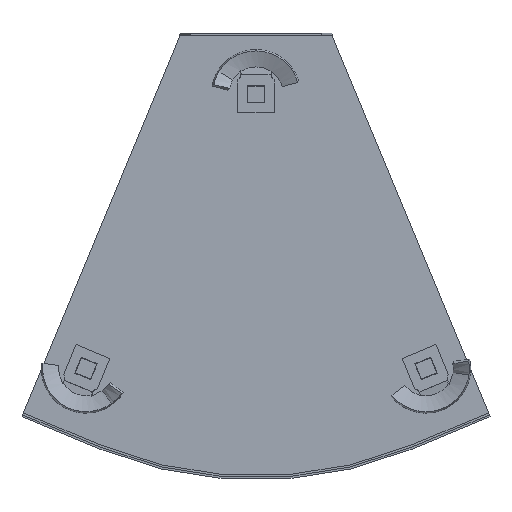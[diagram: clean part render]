
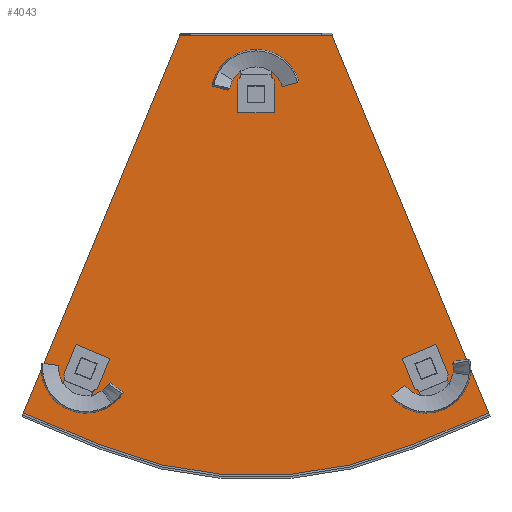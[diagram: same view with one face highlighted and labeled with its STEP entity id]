
A CAD part, front view. The second image highlights one B-rep face of the part: STEP entity #4043.
In plain terms, the highlighted planar face has unit normal (0, -1, 0).
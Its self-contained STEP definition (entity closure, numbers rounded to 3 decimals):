
#21 = VECTOR ( 'NONE', #4508, 1000. ) ;
#32 = AXIS2_PLACEMENT_3D ( 'NONE', #5478, #4628, #2292 ) ;
#159 = DIRECTION ( 'NONE',  ( 0., 1., 0. ) ) ;
#160 = VERTEX_POINT ( 'NONE', #269 ) ;
#211 = VERTEX_POINT ( 'NONE', #4130 ) ;
#269 = CARTESIAN_POINT ( 'NONE',  ( 83.61, -1., -167.909 ) ) ;
#277 = EDGE_LOOP ( 'NONE', ( #2046, #5467, #5256, #645, #5018, #585, #703, #4249 ) ) ;
#341 = PLANE ( 'NONE',  #3043 ) ;
#354 = VERTEX_POINT ( 'NONE', #1411 ) ;
#549 = VECTOR ( 'NONE', #2821, 1000. ) ;
#555 = DIRECTION ( 'NONE',  ( 0., 0., 1. ) ) ;
#585 = ORIENTED_EDGE ( 'NONE', *, *, #2228, .F. ) ;
#591 = EDGE_LOOP ( 'NONE', ( #4383, #2265 ) ) ;
#604 = CIRCLE ( 'NONE', #2809, 8.25 ) ;
#610 = AXIS2_PLACEMENT_3D ( 'NONE', #3148, #1776, #4112 ) ;
#617 = LINE ( 'NONE', #899, #2090 ) ;
#645 = ORIENTED_EDGE ( 'NONE', *, *, #5451, .F. ) ;
#688 = CARTESIAN_POINT ( 'NONE',  ( 37.278, -1., -12.27 ) ) ;
#703 = ORIENTED_EDGE ( 'NONE', *, *, #3219, .F. ) ;
#852 = CARTESIAN_POINT ( 'NONE',  ( 114.338, -1., -198.063 ) ) ;
#870 = VERTEX_POINT ( 'NONE', #2392 ) ;
#895 = CIRCLE ( 'NONE', #32, 8.25 ) ;
#899 = CARTESIAN_POINT ( 'NONE',  ( 0., -1., -12.27 ) ) ;
#984 = CARTESIAN_POINT ( 'NONE',  ( 83.61, -1., -184.409 ) ) ;
#985 = EDGE_CURVE ( 'NONE', #211, #1902, #4492, .T. ) ;
#1025 = CARTESIAN_POINT ( 'NONE',  ( 83.61, -1., -176.159 ) ) ;
#1098 = AXIS2_PLACEMENT_3D ( 'NONE', #4468, #2109, #1176 ) ;
#1128 = FACE_OUTER_BOUND ( 'NONE', #277, .T. ) ;
#1159 = CARTESIAN_POINT ( 'NONE',  ( 37.332, -1., -12.449 ) ) ;
#1176 = DIRECTION ( 'NONE',  ( 0., 0., 1. ) ) ;
#1181 = CARTESIAN_POINT ( 'NONE',  ( 37.56, -1., -12.952 ) ) ;
#1223 = CARTESIAN_POINT ( 'NONE',  ( 37.655, -1., -13.112 ) ) ;
#1249 = EDGE_CURVE ( 'NONE', #4944, #6043, #5067, .T. ) ;
#1255 = DIRECTION ( 'NONE',  ( 0.383, 0., -0.924 ) ) ;
#1276 = DIRECTION ( 'NONE',  ( 0., 0., 1. ) ) ;
#1329 = EDGE_CURVE ( 'NONE', #5172, #3856, #5944, .T. ) ;
#1411 = CARTESIAN_POINT ( 'NONE',  ( -37.278, -1., -12.27 ) ) ;
#1517 = EDGE_CURVE ( 'NONE', #354, #6043, #617, .T. ) ;
#1666 = CARTESIAN_POINT ( 'NONE',  ( -114.338, -1., -198.063 ) ) ;
#1716 = CARTESIAN_POINT ( 'NONE',  ( -114.338, -1., -198.063 ) ) ;
#1759 = VERTEX_POINT ( 'NONE', #984 ) ;
#1776 = DIRECTION ( 'NONE',  ( 0., 1., 0. ) ) ;
#1796 = VECTOR ( 'NONE', #4605, 1000. ) ;
#1900 = EDGE_CURVE ( 'NONE', #3856, #5172, #6014, .T. ) ;
#1902 = VERTEX_POINT ( 'NONE', #1716 ) ;
#1992 = DIRECTION ( 'NONE',  ( 0., 0., 1. ) ) ;
#2024 = CARTESIAN_POINT ( 'NONE',  ( 0., -1., -41.3 ) ) ;
#2046 = ORIENTED_EDGE ( 'NONE', *, *, #1249, .T. ) ;
#2071 = AXIS2_PLACEMENT_3D ( 'NONE', #5020, #5000, #4055 ) ;
#2090 = VECTOR ( 'NONE', #4053, 1000. ) ;
#2109 = DIRECTION ( 'NONE',  ( 0., 1., 0. ) ) ;
#2228 = EDGE_CURVE ( 'NONE', #4075, #211, #2531, .T. ) ;
#2265 = ORIENTED_EDGE ( 'NONE', *, *, #5022, .T. ) ;
#2292 = DIRECTION ( 'NONE',  ( 0., 0., 1. ) ) ;
#2392 = CARTESIAN_POINT ( 'NONE',  ( 0., -1., -49.55 ) ) ;
#2412 = ORIENTED_EDGE ( 'NONE', *, *, #1329, .T. ) ;
#2501 = EDGE_CURVE ( 'NONE', #1759, #160, #5864, .T. ) ;
#2531 = CIRCLE ( 'NONE', #4336, 198.5 ) ;
#2600 = CARTESIAN_POINT ( 'NONE',  ( -37.75, -1., -13.27 ) ) ;
#2809 = AXIS2_PLACEMENT_3D ( 'NONE', #1025, #4761, #1992 ) ;
#2821 = DIRECTION ( 'NONE',  ( -0.924, 0., 0.383 ) ) ;
#2965 = ORIENTED_EDGE ( 'NONE', *, *, #2501, .T. ) ;
#2980 = CARTESIAN_POINT ( 'NONE',  ( -37.332, -1., -12.449 ) ) ;
#2998 = EDGE_CURVE ( 'NONE', #354, #4000, #4062, .T. ) ;
#3018 = CARTESIAN_POINT ( 'NONE',  ( -37.75, -1., -13.27 ) ) ;
#3033 = CARTESIAN_POINT ( 'NONE',  ( 37.75, -1., -13.27 ) ) ;
#3043 = AXIS2_PLACEMENT_3D ( 'NONE', #5490, #4985, #1276 ) ;
#3109 = EDGE_CURVE ( 'NONE', #4944, #5538, #3683, .T. ) ;
#3148 = CARTESIAN_POINT ( 'NONE',  ( -83.61, -1., -176.159 ) ) ;
#3178 = CARTESIAN_POINT ( 'NONE',  ( 114.338, -1., -198.063 ) ) ;
#3219 = EDGE_CURVE ( 'NONE', #5538, #4075, #3375, .T. ) ;
#3231 = CIRCLE ( 'NONE', #5934, 8.25 ) ;
#3306 = CARTESIAN_POINT ( 'NONE',  ( -76.001, -1., -213.952 ) ) ;
#3375 = LINE ( 'NONE', #3178, #1796 ) ;
#3392 = DIRECTION ( 'NONE',  ( 0., 0., 1. ) ) ;
#3444 = CARTESIAN_POINT ( 'NONE',  ( -37.655, -1., -13.112 ) ) ;
#3494 = CARTESIAN_POINT ( 'NONE',  ( 37.399, -1., -12.621 ) ) ;
#3683 = LINE ( 'NONE', #4061, #6007 ) ;
#3747 = FACE_BOUND ( 'NONE', #5396, .T. ) ;
#3843 = CARTESIAN_POINT ( 'NONE',  ( 0., -1., -30.578 ) ) ;
#3856 = VERTEX_POINT ( 'NONE', #5169 ) ;
#3895 = CARTESIAN_POINT ( 'NONE',  ( -37.56, -1., -12.952 ) ) ;
#4000 = VERTEX_POINT ( 'NONE', #3018 ) ;
#4039 = CARTESIAN_POINT ( 'NONE',  ( 37.75, -1., -13.27 ) ) ;
#4040 = FACE_BOUND ( 'NONE', #591, .T. ) ;
#4043 = ADVANCED_FACE ( 'NONE', ( #1128, #5712, #3747, #4040 ), #341, .F. ) ;
#4053 = DIRECTION ( 'NONE',  ( 1., 0., 0. ) ) ;
#4055 = DIRECTION ( 'NONE',  ( 0., 0., 1. ) ) ;
#4061 = CARTESIAN_POINT ( 'NONE',  ( 32.25, -1., 0. ) ) ;
#4062 = B_SPLINE_CURVE_WITH_KNOTS ( 'NONE', 3,
 ( #4368, #2980, #4913, #3895, #3444, #2600 ),
 .UNSPECIFIED., .F., .F.,
 ( 4, 2, 4 ),
 ( 0., 0.001, 0.001 ),
 .UNSPECIFIED. ) ;
#4075 = VERTEX_POINT ( 'NONE', #5883 ) ;
#4112 = DIRECTION ( 'NONE',  ( 0., 0., 1. ) ) ;
#4130 = CARTESIAN_POINT ( 'NONE',  ( -76.001, -1., -213.952 ) ) ;
#4249 = ORIENTED_EDGE ( 'NONE', *, *, #3109, .F. ) ;
#4315 = DIRECTION ( 'NONE',  ( 0., 1., 0. ) ) ;
#4336 = AXIS2_PLACEMENT_3D ( 'NONE', #3843, #4315, #555 ) ;
#4368 = CARTESIAN_POINT ( 'NONE',  ( -37.278, -1., -12.27 ) ) ;
#4383 = ORIENTED_EDGE ( 'NONE', *, *, #6029, .T. ) ;
#4468 = CARTESIAN_POINT ( 'NONE',  ( 83.61, -1., -176.159 ) ) ;
#4492 = LINE ( 'NONE', #3306, #549 ) ;
#4508 = DIRECTION ( 'NONE',  ( 0.383, 0., 0.924 ) ) ;
#4521 = EDGE_LOOP ( 'NONE', ( #5531, #2412 ) ) ;
#4598 = ORIENTED_EDGE ( 'NONE', *, *, #5801, .T. ) ;
#4605 = DIRECTION ( 'NONE',  ( -0.924, 0., -0.383 ) ) ;
#4628 = DIRECTION ( 'NONE',  ( 0., 1., 0. ) ) ;
#4651 = VERTEX_POINT ( 'NONE', #5668 ) ;
#4761 = DIRECTION ( 'NONE',  ( 0., 1., 0. ) ) ;
#4796 = CARTESIAN_POINT ( 'NONE',  ( 37.278, -1., -12.27 ) ) ;
#4913 = CARTESIAN_POINT ( 'NONE',  ( -37.399, -1., -12.621 ) ) ;
#4944 = VERTEX_POINT ( 'NONE', #4039 ) ;
#4985 = DIRECTION ( 'NONE',  ( 0., 1., 0. ) ) ;
#5000 = DIRECTION ( 'NONE',  ( 0., 1., 0. ) ) ;
#5018 = ORIENTED_EDGE ( 'NONE', *, *, #985, .F. ) ;
#5020 = CARTESIAN_POINT ( 'NONE',  ( -83.61, -1., -176.159 ) ) ;
#5022 = EDGE_CURVE ( 'NONE', #870, #4651, #895, .T. ) ;
#5067 = B_SPLINE_CURVE_WITH_KNOTS ( 'NONE', 3,
 ( #3033, #1223, #1181, #3494, #1159, #688 ),
 .UNSPECIFIED., .F., .F.,
 ( 4, 2, 4 ),
 ( 0., 0.001, 0.001 ),
 .UNSPECIFIED. ) ;
#5169 = CARTESIAN_POINT ( 'NONE',  ( -83.61, -1., -167.909 ) ) ;
#5172 = VERTEX_POINT ( 'NONE', #5751 ) ;
#5256 = ORIENTED_EDGE ( 'NONE', *, *, #2998, .T. ) ;
#5339 = LINE ( 'NONE', #1666, #21 ) ;
#5396 = EDGE_LOOP ( 'NONE', ( #4598, #2965 ) ) ;
#5451 = EDGE_CURVE ( 'NONE', #1902, #4000, #5339, .T. ) ;
#5467 = ORIENTED_EDGE ( 'NONE', *, *, #1517, .F. ) ;
#5478 = CARTESIAN_POINT ( 'NONE',  ( 0., -1., -41.3 ) ) ;
#5490 = CARTESIAN_POINT ( 'NONE',  ( 0., -1., -30.578 ) ) ;
#5531 = ORIENTED_EDGE ( 'NONE', *, *, #1900, .T. ) ;
#5538 = VERTEX_POINT ( 'NONE', #852 ) ;
#5668 = CARTESIAN_POINT ( 'NONE',  ( 0., -1., -33.05 ) ) ;
#5712 = FACE_BOUND ( 'NONE', #4521, .T. ) ;
#5751 = CARTESIAN_POINT ( 'NONE',  ( -83.61, -1., -184.409 ) ) ;
#5801 = EDGE_CURVE ( 'NONE', #160, #1759, #604, .T. ) ;
#5864 = CIRCLE ( 'NONE', #1098, 8.25 ) ;
#5883 = CARTESIAN_POINT ( 'NONE',  ( 76.001, -1., -213.952 ) ) ;
#5934 = AXIS2_PLACEMENT_3D ( 'NONE', #2024, #159, #3392 ) ;
#5944 = CIRCLE ( 'NONE', #610, 8.25 ) ;
#6007 = VECTOR ( 'NONE', #1255, 1000. ) ;
#6014 = CIRCLE ( 'NONE', #2071, 8.25 ) ;
#6029 = EDGE_CURVE ( 'NONE', #4651, #870, #3231, .T. ) ;
#6043 = VERTEX_POINT ( 'NONE', #4796 ) ;
